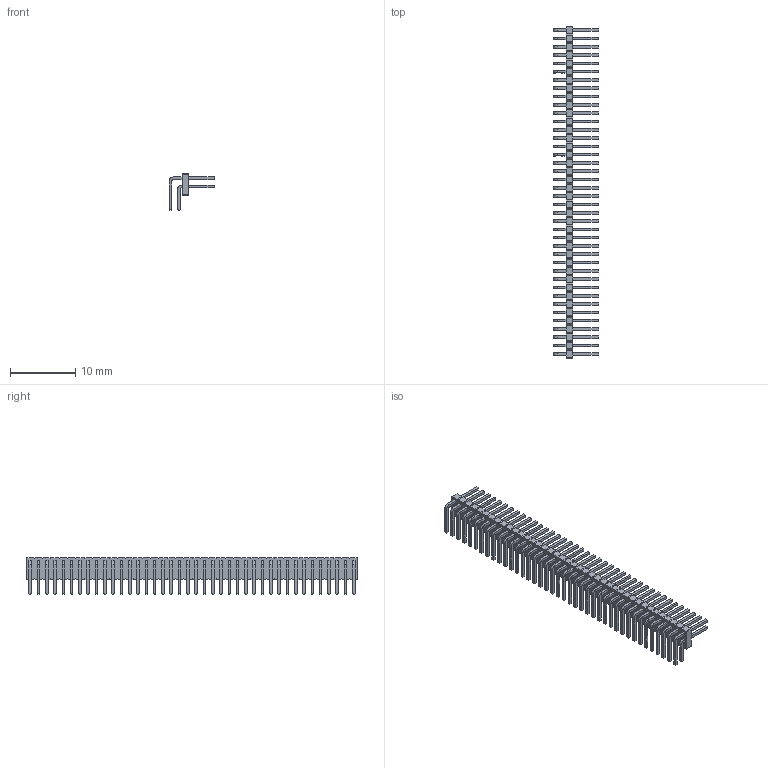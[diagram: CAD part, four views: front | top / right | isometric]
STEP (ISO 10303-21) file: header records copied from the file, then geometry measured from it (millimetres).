
FILE_DESCRIPTION(/* description */ ('model of Pin_Header_Angled_2x40_Pitch1.27mm'),/* implementation_level */ '2;1');
FILE_NAME(/* name */ 'Pin_Header_Angled_2x40_Pitch1.27mm.step',/* time_stamp */ '2017-06-29T10:06:20',/* author */ ('kicad StepUp','ksu'),/* organization */ ('FreeCAD'),/* preprocessor_version */ 'OCC',/* originating_system */ 'kicad StepUp',/* authorisation */ '');
FILE_SCHEMA(('AUTOMOTIVE_DESIGN_CC2 { 1 2 10303 214 -1 1 5 4 }'));
Length unit declared in the file: millimetre
Products named in the file (1): Pin_Header_Angled_2x40_Pitch127mm
Bounding box: 6.97 x 50.8 x 5.63 mm (x, y, z)
Volume: 288.5 mm3; surface area: 1623.2 mm2
Topology: 1 solids, 1 shells, 2004 faces, 4886 edges, 3044 vertices
Faces by surface type: plane 1844, cylinder 160
Entity records: 71011 total; most frequent: CARTESIAN_POINT 9935, ORIENTED_EDGE 9772, DIRECTION 9216, EDGE_CURVE 4886, LINE 4566, VECTOR 4566, VERTEX_POINT 3044, AXIS2_PLACEMENT_3D 2325
